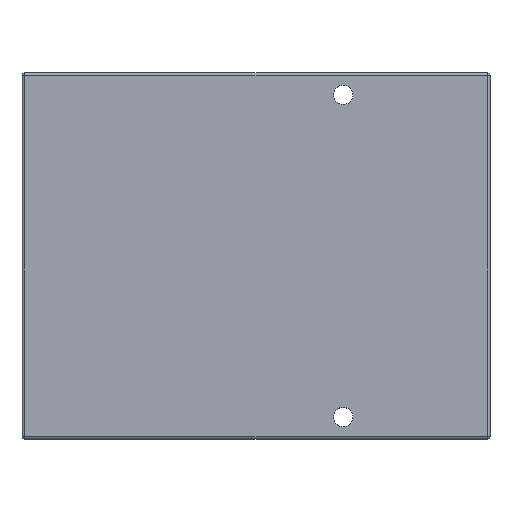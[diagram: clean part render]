
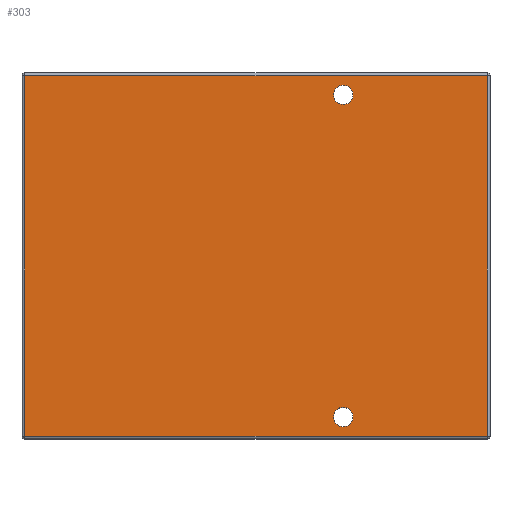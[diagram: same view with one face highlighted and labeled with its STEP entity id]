
A CAD part, top view. The second image highlights one B-rep face of the part: STEP entity #303.
In plain terms, the highlighted planar face has unit normal (0, 0, 1).
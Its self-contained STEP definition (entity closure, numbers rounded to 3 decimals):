
#95 = VERTEX_POINT('',#96);
#96 = CARTESIAN_POINT('',(-57.85,-32.75,-16.15));
#103 = EDGE_CURVE('',#95,#104,#106,.T.);
#104 = VERTEX_POINT('',#105);
#105 = CARTESIAN_POINT('',(26.15,-32.75,-16.15));
#106 = LINE('',#107,#108);
#107 = CARTESIAN_POINT('',(-58.35,-32.75,-16.15));
#108 = VECTOR('',#109,1.);
#109 = DIRECTION('',(1.,0.,0.));
#303 = ADVANCED_FACE('',(#304,#329,#340),#351,.T.);
#304 = FACE_BOUND('',#305,.T.);
#305 = EDGE_LOOP('',(#306,#316,#322,#323));
#306 = ORIENTED_EDGE('',*,*,#307,.T.);
#307 = EDGE_CURVE('',#308,#310,#312,.T.);
#308 = VERTEX_POINT('',#309);
#309 = CARTESIAN_POINT('',(26.15,32.75,-16.15));
#310 = VERTEX_POINT('',#311);
#311 = CARTESIAN_POINT('',(-57.85,32.75,-16.15));
#312 = LINE('',#313,#314);
#313 = CARTESIAN_POINT('',(26.65,32.75,-16.15));
#314 = VECTOR('',#315,1.);
#315 = DIRECTION('',(-1.,0.,0.));
#316 = ORIENTED_EDGE('',*,*,#317,.T.);
#317 = EDGE_CURVE('',#310,#95,#318,.T.);
#318 = LINE('',#319,#320);
#319 = CARTESIAN_POINT('',(-57.85,33.25,-16.15));
#320 = VECTOR('',#321,1.);
#321 = DIRECTION('',(0.,-1.,0.));
#322 = ORIENTED_EDGE('',*,*,#103,.T.);
#323 = ORIENTED_EDGE('',*,*,#324,.T.);
#324 = EDGE_CURVE('',#104,#308,#325,.T.);
#325 = LINE('',#326,#327);
#326 = CARTESIAN_POINT('',(26.15,-33.25,-16.15));
#327 = VECTOR('',#328,1.);
#328 = DIRECTION('',(0.,1.,0.));
#329 = FACE_BOUND('',#330,.T.);
#330 = EDGE_LOOP('',(#331));
#331 = ORIENTED_EDGE('',*,*,#332,.F.);
#332 = EDGE_CURVE('',#333,#333,#335,.T.);
#333 = VERTEX_POINT('',#334);
#334 = CARTESIAN_POINT('',(1.75,-29.25,-16.15));
#335 = CIRCLE('',#336,1.75);
#336 = AXIS2_PLACEMENT_3D('',#337,#338,#339);
#337 = CARTESIAN_POINT('',(0.,-29.25,-16.15));
#338 = DIRECTION('',(0.,0.,1.));
#339 = DIRECTION('',(1.,0.,0.));
#340 = FACE_BOUND('',#341,.T.);
#341 = EDGE_LOOP('',(#342));
#342 = ORIENTED_EDGE('',*,*,#343,.F.);
#343 = EDGE_CURVE('',#344,#344,#346,.T.);
#344 = VERTEX_POINT('',#345);
#345 = CARTESIAN_POINT('',(1.75,29.25,-16.15));
#346 = CIRCLE('',#347,1.75);
#347 = AXIS2_PLACEMENT_3D('',#348,#349,#350);
#348 = CARTESIAN_POINT('',(0.,29.25,-16.15));
#349 = DIRECTION('',(0.,0.,1.));
#350 = DIRECTION('',(1.,0.,0.));
#351 = PLANE('',#352);
#352 = AXIS2_PLACEMENT_3D('',#353,#354,#355);
#353 = CARTESIAN_POINT('',(-15.85,0.,-16.15));
#354 = DIRECTION('',(0.,0.,1.));
#355 = DIRECTION('',(1.,0.,0.));
